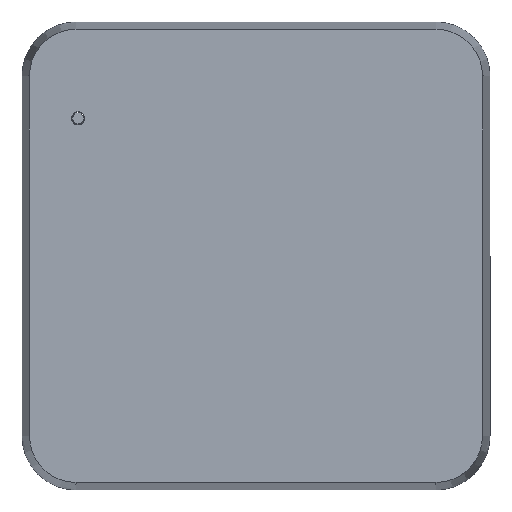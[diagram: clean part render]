
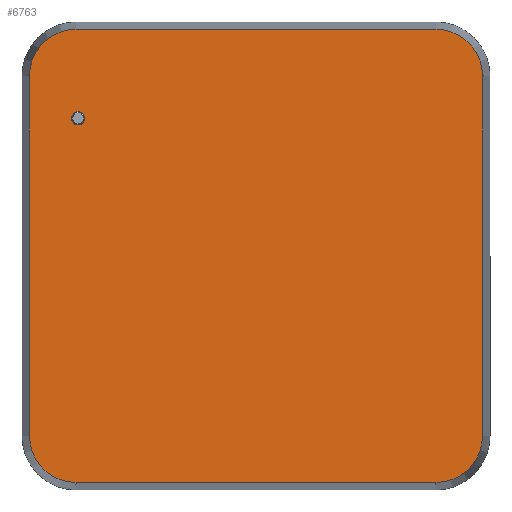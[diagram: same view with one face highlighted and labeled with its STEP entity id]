
A CAD part, top view. The second image highlights one B-rep face of the part: STEP entity #6763.
In plain terms, the highlighted planar face has unit normal (0, 0, 1).
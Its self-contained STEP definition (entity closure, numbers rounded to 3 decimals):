
#70 = VECTOR ( 'NONE', #11684, 1000. ) ;
#281 = CIRCLE ( 'NONE', #9807, 10.338 ) ;
#318 = CIRCLE ( 'NONE', #13505, 10.338 ) ;
#443 = DIRECTION ( 'NONE',  ( -1., 0., 0. ) ) ;
#497 = LINE ( 'NONE', #12392, #13261 ) ;
#749 = CIRCLE ( 'NONE', #13008, 1.45 ) ;
#932 = CARTESIAN_POINT ( 'NONE',  ( 0., 0., 25. ) ) ;
#1078 = CARTESIAN_POINT ( 'NONE',  ( 12., 102.338, 25. ) ) ;
#1088 = DIRECTION ( 'NONE',  ( -1., 0., 0. ) ) ;
#1384 = ORIENTED_EDGE ( 'NONE', *, *, #5850, .T. ) ;
#1398 = VERTEX_POINT ( 'NONE', #9271 ) ;
#1620 = EDGE_CURVE ( 'NONE', #12378, #12378, #749, .T. ) ;
#1792 = ORIENTED_EDGE ( 'NONE', *, *, #13000, .T. ) ;
#1909 = DIRECTION ( 'NONE',  ( -1., 0., 0. ) ) ;
#2026 = EDGE_CURVE ( 'NONE', #9306, #4374, #2909, .T. ) ;
#2356 = VERTEX_POINT ( 'NONE', #7011 ) ;
#2537 = DIRECTION ( 'NONE',  ( 0., -1., 0. ) ) ;
#2646 = VERTEX_POINT ( 'NONE', #13442 ) ;
#2906 = DIRECTION ( 'NONE',  ( -1., 0., 0. ) ) ;
#2909 = LINE ( 'NONE', #6080, #70 ) ;
#3740 = ORIENTED_EDGE ( 'NONE', *, *, #7378, .T. ) ;
#4093 = EDGE_LOOP ( 'NONE', ( #11318 ) ) ;
#4271 = AXIS2_PLACEMENT_3D ( 'NONE', #932, #12090, #4334 ) ;
#4286 = AXIS2_PLACEMENT_3D ( 'NONE', #9073, #13486, #443 ) ;
#4334 = DIRECTION ( 'NONE',  ( -1., 0., 0. ) ) ;
#4374 = VERTEX_POINT ( 'NONE', #6541 ) ;
#4565 = EDGE_LOOP ( 'NONE', ( #5789, #3740, #13514, #11288, #1384, #1792, #6045, #13268 ) ) ;
#4760 = EDGE_CURVE ( 'NONE', #8958, #1398, #497, .T. ) ;
#5196 = PLANE ( 'NONE',  #4271 ) ;
#5789 = ORIENTED_EDGE ( 'NONE', *, *, #4760, .T. ) ;
#5850 = EDGE_CURVE ( 'NONE', #2646, #10894, #12767, .T. ) ;
#6045 = ORIENTED_EDGE ( 'NONE', *, *, #9059, .T. ) ;
#6080 = CARTESIAN_POINT ( 'NONE',  ( 0., 1.662, 25. ) ) ;
#6340 = VECTOR ( 'NONE', #8338, 1000. ) ;
#6541 = CARTESIAN_POINT ( 'NONE',  ( 92., 1.662, 25. ) ) ;
#6763 = ADVANCED_FACE ( 'NONE', ( #13021, #9866 ), #5196, .F. ) ;
#7011 = CARTESIAN_POINT ( 'NONE',  ( 92., 102.338, 25. ) ) ;
#7378 = EDGE_CURVE ( 'NONE', #1398, #9306, #10543, .T. ) ;
#8338 = DIRECTION ( 'NONE',  ( 0., 1., 0. ) ) ;
#8679 = DIRECTION ( 'NONE',  ( -1., 0., 0. ) ) ;
#8896 = CARTESIAN_POINT ( 'NONE',  ( 1.662, 92., 25. ) ) ;
#8958 = VERTEX_POINT ( 'NONE', #8896 ) ;
#8968 = CARTESIAN_POINT ( 'NONE',  ( 12.45, 82.55, 25. ) ) ;
#9059 = EDGE_CURVE ( 'NONE', #2356, #10966, #11232, .T. ) ;
#9073 = CARTESIAN_POINT ( 'NONE',  ( 12., 12., 25. ) ) ;
#9271 = CARTESIAN_POINT ( 'NONE',  ( 1.662, 12., 25. ) ) ;
#9306 = VERTEX_POINT ( 'NONE', #12180 ) ;
#9601 = CARTESIAN_POINT ( 'NONE',  ( 12., 92., 25. ) ) ;
#9807 = AXIS2_PLACEMENT_3D ( 'NONE', #10848, #14166, #9837 ) ;
#9837 = DIRECTION ( 'NONE',  ( -1., 0., 0. ) ) ;
#9866 = FACE_OUTER_BOUND ( 'NONE', #4565, .T. ) ;
#10514 = CIRCLE ( 'NONE', #11439, 10.338 ) ;
#10520 = CARTESIAN_POINT ( 'NONE',  ( 92., 92., 25. ) ) ;
#10543 = CIRCLE ( 'NONE', #4286, 10.338 ) ;
#10848 = CARTESIAN_POINT ( 'NONE',  ( 92., 12., 25. ) ) ;
#10894 = VERTEX_POINT ( 'NONE', #13439 ) ;
#10930 = CARTESIAN_POINT ( 'NONE',  ( 0., 102.338, 25. ) ) ;
#10966 = VERTEX_POINT ( 'NONE', #1078 ) ;
#11232 = LINE ( 'NONE', #10930, #12866 ) ;
#11288 = ORIENTED_EDGE ( 'NONE', *, *, #11315, .T. ) ;
#11315 = EDGE_CURVE ( 'NONE', #4374, #2646, #281, .T. ) ;
#11318 = ORIENTED_EDGE ( 'NONE', *, *, #1620, .T. ) ;
#11439 = AXIS2_PLACEMENT_3D ( 'NONE', #10520, #12816, #2906 ) ;
#11684 = DIRECTION ( 'NONE',  ( 1., 0., 0. ) ) ;
#11774 = CARTESIAN_POINT ( 'NONE',  ( 102.338, 0., 25. ) ) ;
#12090 = DIRECTION ( 'NONE',  ( 0., 0., -1. ) ) ;
#12180 = CARTESIAN_POINT ( 'NONE',  ( 12., 1.662, 25. ) ) ;
#12378 = VERTEX_POINT ( 'NONE', #13451 ) ;
#12392 = CARTESIAN_POINT ( 'NONE',  ( 1.662, 0., 25. ) ) ;
#12767 = LINE ( 'NONE', #11774, #6340 ) ;
#12816 = DIRECTION ( 'NONE',  ( 0., 0., 1. ) ) ;
#12866 = VECTOR ( 'NONE', #8679, 1000. ) ;
#12936 = EDGE_CURVE ( 'NONE', #10966, #8958, #318, .T. ) ;
#13000 = EDGE_CURVE ( 'NONE', #10894, #2356, #10514, .T. ) ;
#13008 = AXIS2_PLACEMENT_3D ( 'NONE', #8968, #14275, #1088 ) ;
#13021 = FACE_BOUND ( 'NONE', #4093, .T. ) ;
#13261 = VECTOR ( 'NONE', #2537, 1000. ) ;
#13268 = ORIENTED_EDGE ( 'NONE', *, *, #12936, .T. ) ;
#13439 = CARTESIAN_POINT ( 'NONE',  ( 102.338, 92., 25. ) ) ;
#13442 = CARTESIAN_POINT ( 'NONE',  ( 102.338, 12., 25. ) ) ;
#13451 = CARTESIAN_POINT ( 'NONE',  ( 11., 82.55, 25. ) ) ;
#13486 = DIRECTION ( 'NONE',  ( 0., 0., 1. ) ) ;
#13505 = AXIS2_PLACEMENT_3D ( 'NONE', #9601, #14012, #1909 ) ;
#13514 = ORIENTED_EDGE ( 'NONE', *, *, #2026, .T. ) ;
#14012 = DIRECTION ( 'NONE',  ( 0., 0., 1. ) ) ;
#14166 = DIRECTION ( 'NONE',  ( 0., 0., 1. ) ) ;
#14275 = DIRECTION ( 'NONE',  ( 0., 0., -1. ) ) ;
